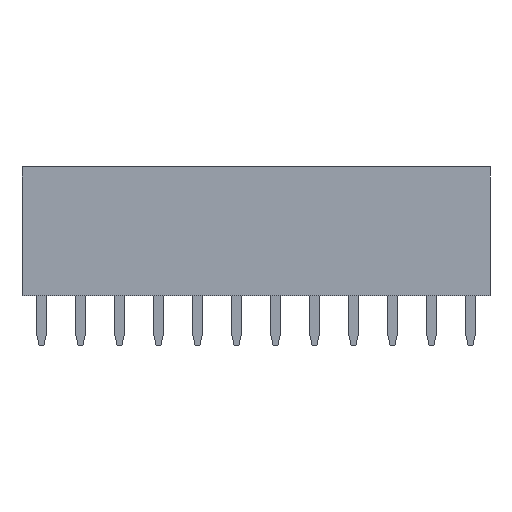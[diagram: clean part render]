
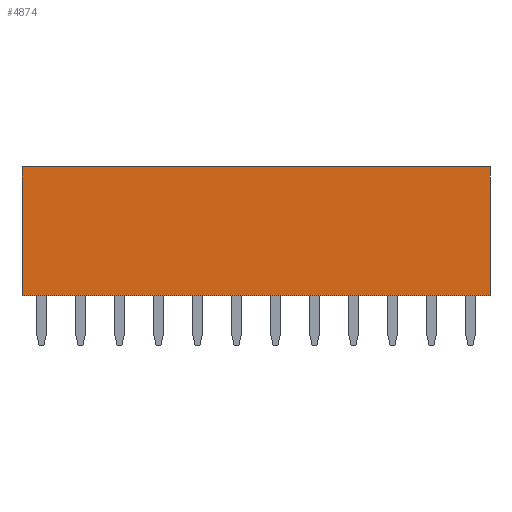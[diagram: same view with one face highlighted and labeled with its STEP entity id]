
A CAD part, top view. The second image highlights one B-rep face of the part: STEP entity #4874.
In plain terms, the highlighted planar face has unit normal (0, 0, 1).
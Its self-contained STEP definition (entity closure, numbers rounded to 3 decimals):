
#430=CARTESIAN_POINT('',(29.21,8.4,1.27));
#431=VERTEX_POINT('',#430);
#438=CARTESIAN_POINT('',(29.21,0.0,1.27));
#439=VERTEX_POINT('',#438);
#440=CARTESIAN_POINT('',(29.21,0.0,1.27));
#441=DIRECTION('',(0.0,1.0,0.0));
#442=VECTOR('',#441,8.4);
#443=LINE('',#440,#442);
#444=EDGE_CURVE('',#439,#431,#443,.T.);
#4372=CARTESIAN_POINT('',(-1.27,8.4,1.27));
#4373=VERTEX_POINT('',#4372);
#4374=CARTESIAN_POINT('',(29.21,8.4,1.27));
#4375=DIRECTION('',(-1.0,0.0,0.0));
#4376=VECTOR('',#4375,30.48);
#4377=LINE('',#4374,#4376);
#4378=EDGE_CURVE('',#431,#4373,#4377,.T.);
#4788=CARTESIAN_POINT('',(-1.27,0.0,1.27));
#4789=VERTEX_POINT('',#4788);
#4790=CARTESIAN_POINT('',(-1.27,0.0,1.27));
#4791=DIRECTION('',(1.0,0.0,0.0));
#4792=VECTOR('',#4791,30.48);
#4793=LINE('',#4790,#4792);
#4794=EDGE_CURVE('',#4789,#439,#4793,.T.);
#4858=CARTESIAN_POINT('',(1.27,0.0,1.27));
#4859=DIRECTION('',(0.0,0.0,1.0));
#4860=DIRECTION('',(1.0,0.0,0.0));
#4861=AXIS2_PLACEMENT_3D('',#4858,#4859,#4860);
#4862=PLANE('',#4861);
#4863=ORIENTED_EDGE('',*,*,#4378,.T.);
#4864=CARTESIAN_POINT('',(-1.27,0.0,1.27));
#4865=DIRECTION('',(0.0,1.0,0.0));
#4866=VECTOR('',#4865,8.4);
#4867=LINE('',#4864,#4866);
#4868=EDGE_CURVE('',#4789,#4373,#4867,.T.);
#4869=ORIENTED_EDGE('',*,*,#4868,.F.);
#4870=ORIENTED_EDGE('',*,*,#4794,.T.);
#4871=ORIENTED_EDGE('',*,*,#444,.T.);
#4872=EDGE_LOOP('',(#4863,#4869,#4870,#4871));
#4873=FACE_OUTER_BOUND('',#4872,.T.);
#4874=ADVANCED_FACE('',(#4873),#4862,.T.);
